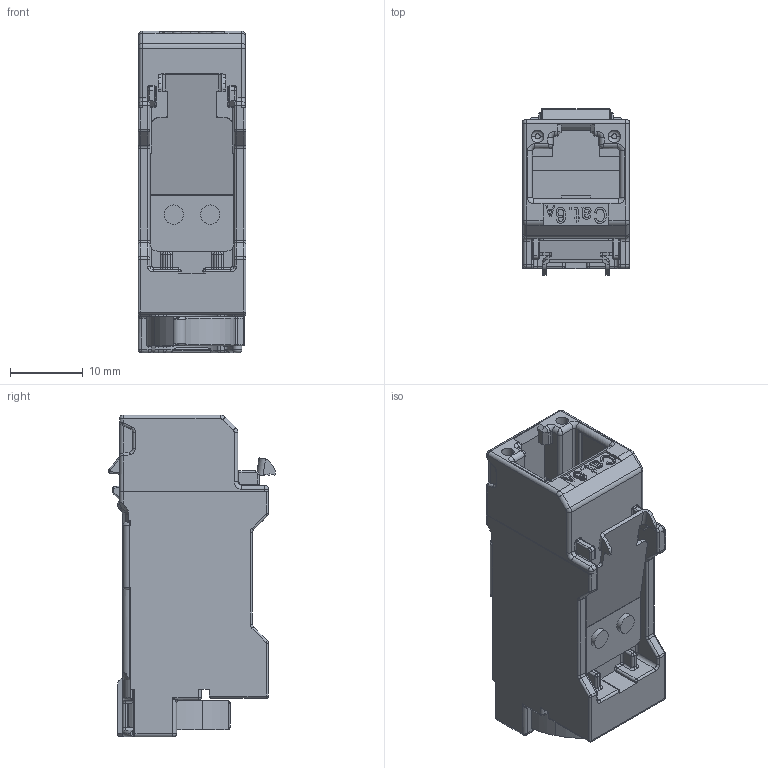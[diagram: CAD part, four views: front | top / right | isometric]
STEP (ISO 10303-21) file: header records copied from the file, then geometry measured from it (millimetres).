
FILE_DESCRIPTION (( 'STEP AP214' ), '1' );
FILE_NAME ('J00029A2000H50.STEP', '2016-04-19T13:28:00', ( '' ), ( '' ), 'SwSTEP 2.0', 'SolidWorks 2015', '' );
FILE_SCHEMA (( 'AUTOMOTIVE_DESIGN' ));
Length unit declared in the file: millimetre
Products named in the file (1): J00029A2000H50
Bounding box: 14.8 x 22.83 x 44.1 mm (x, y, z)
Volume: 8718.5 mm3; surface area: 5325.7 mm2
Topology: 1 solids, 2 shells, 1190 faces, 3082 edges, 1864 vertices
Faces by surface type: plane 495, cylinder 397, torus 147, bspline 97, sphere 34, cone 20
Entity records: 52600 total; most frequent: CARTESIAN_POINT 11620, ORIENTED_EDGE 6066, DIRECTION 5742, EDGE_CURVE 3033, AXIS2_PLACEMENT_3D 1982, VERTEX_POINT 1864, VECTOR 1778, LINE 1778
